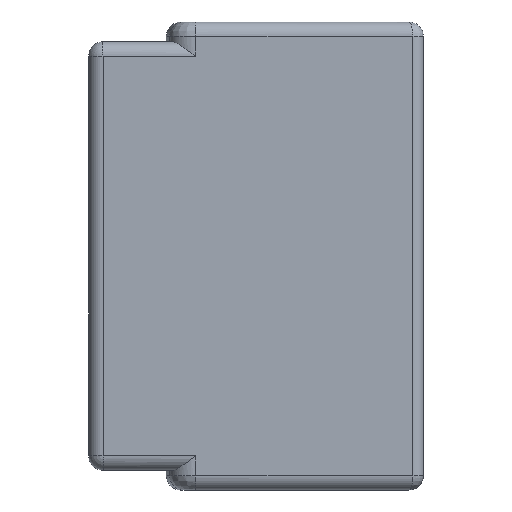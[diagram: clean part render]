
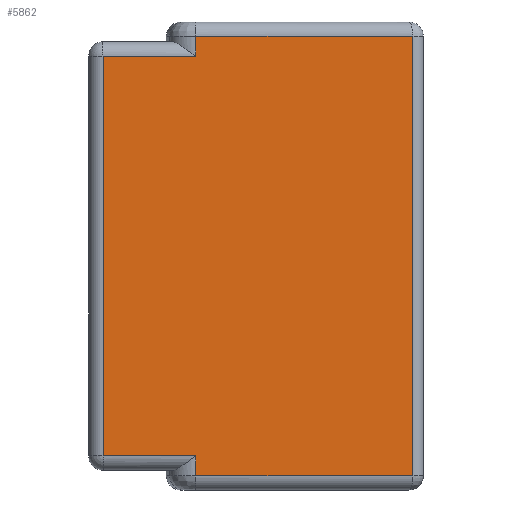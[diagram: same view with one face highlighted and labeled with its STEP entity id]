
A CAD part, front view. The second image highlights one B-rep face of the part: STEP entity #5862.
In plain terms, the highlighted planar face has unit normal (0, -1, 0).
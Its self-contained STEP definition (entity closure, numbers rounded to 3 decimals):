
#108 = VERTEX_POINT ( 'NONE', #5206 ) ;
#403 = ORIENTED_EDGE ( 'NONE', *, *, #5524, .F. ) ;
#520 = CARTESIAN_POINT ( 'NONE',  ( -17.8, 0., 1.9 ) ) ;
#554 = LINE ( 'NONE', #2046, #5972 ) ;
#566 = CARTESIAN_POINT ( 'NONE',  ( -0.6, 0., 0.8 ) ) ;
#576 = EDGE_LOOP ( 'NONE', ( #6017, #2686, #3945, #2027, #403, #5727, #1404, #4974 ) ) ;
#667 = CARTESIAN_POINT ( 'NONE',  ( -12.65, 0., 25.2 ) ) ;
#677 = CARTESIAN_POINT ( 'NONE',  ( -12.65, 0., 0.8 ) ) ;
#845 = LINE ( 'NONE', #5214, #3925 ) ;
#1113 = VERTEX_POINT ( 'NONE', #1910 ) ;
#1217 = PLANE ( 'NONE',  #3927 ) ;
#1404 = ORIENTED_EDGE ( 'NONE', *, *, #6143, .T. ) ;
#1480 = VERTEX_POINT ( 'NONE', #4895 ) ;
#1562 = DIRECTION ( 'NONE',  ( 1., 0., 0. ) ) ;
#1644 = DIRECTION ( 'NONE',  ( 1., 0., 0. ) ) ;
#1645 = EDGE_CURVE ( 'NONE', #3479, #4015, #4627, .T. ) ;
#1789 = EDGE_CURVE ( 'NONE', #4970, #108, #2424, .T. ) ;
#1889 = CARTESIAN_POINT ( 'NONE',  ( -12.65, 0., 1.9 ) ) ;
#1910 = CARTESIAN_POINT ( 'NONE',  ( -0.6, 0., 0.8 ) ) ;
#1928 = CARTESIAN_POINT ( 'NONE',  ( -12.65, 0., 24.1 ) ) ;
#1975 = VECTOR ( 'NONE', #2076, 1000. ) ;
#2018 = DIRECTION ( 'NONE',  ( 0., 0., -1. ) ) ;
#2027 = ORIENTED_EDGE ( 'NONE', *, *, #3027, .T. ) ;
#2046 = CARTESIAN_POINT ( 'NONE',  ( -12.65, 0., 0.8 ) ) ;
#2076 = DIRECTION ( 'NONE',  ( 0., 0., -1. ) ) ;
#2200 = VERTEX_POINT ( 'NONE', #667 ) ;
#2373 = VECTOR ( 'NONE', #2543, 1000. ) ;
#2424 = LINE ( 'NONE', #1928, #2773 ) ;
#2543 = DIRECTION ( 'NONE',  ( 0., 0., -1. ) ) ;
#2563 = VECTOR ( 'NONE', #1562, 1000. ) ;
#2686 = ORIENTED_EDGE ( 'NONE', *, *, #3717, .T. ) ;
#2710 = CARTESIAN_POINT ( 'NONE',  ( -17.8, 0., 0.8 ) ) ;
#2773 = VECTOR ( 'NONE', #4784, 1000. ) ;
#3005 = LINE ( 'NONE', #4976, #3310 ) ;
#3026 = VERTEX_POINT ( 'NONE', #5950 ) ;
#3027 = EDGE_CURVE ( 'NONE', #4015, #1113, #554, .T. ) ;
#3103 = DIRECTION ( 'NONE',  ( 0., -1., 0. ) ) ;
#3310 = VECTOR ( 'NONE', #2018, 1000. ) ;
#3479 = VERTEX_POINT ( 'NONE', #1889 ) ;
#3687 = DIRECTION ( 'NONE',  ( 0., 0., -1. ) ) ;
#3717 = EDGE_CURVE ( 'NONE', #1480, #3479, #4964, .T. ) ;
#3799 = EDGE_CURVE ( 'NONE', #108, #1480, #4022, .T. ) ;
#3925 = VECTOR ( 'NONE', #5247, 1000. ) ;
#3927 = AXIS2_PLACEMENT_3D ( 'NONE', #2710, #3103, #1644 ) ;
#3945 = ORIENTED_EDGE ( 'NONE', *, *, #1645, .T. ) ;
#4015 = VERTEX_POINT ( 'NONE', #4238 ) ;
#4022 = LINE ( 'NONE', #5984, #1975 ) ;
#4024 = DIRECTION ( 'NONE',  ( 1., 0., 0. ) ) ;
#4238 = CARTESIAN_POINT ( 'NONE',  ( -12.65, 0., 0.8 ) ) ;
#4627 = LINE ( 'NONE', #677, #5859 ) ;
#4784 = DIRECTION ( 'NONE',  ( -1., 0., 0. ) ) ;
#4895 = CARTESIAN_POINT ( 'NONE',  ( -17.8, 0., 1.9 ) ) ;
#4964 = LINE ( 'NONE', #520, #2563 ) ;
#4970 = VERTEX_POINT ( 'NONE', #4999 ) ;
#4974 = ORIENTED_EDGE ( 'NONE', *, *, #1789, .T. ) ;
#4976 = CARTESIAN_POINT ( 'NONE',  ( -12.65, 0., 24.1 ) ) ;
#4999 = CARTESIAN_POINT ( 'NONE',  ( -12.65, 0., 24.1 ) ) ;
#5005 = LINE ( 'NONE', #566, #2373 ) ;
#5206 = CARTESIAN_POINT ( 'NONE',  ( -17.8, 0., 24.1 ) ) ;
#5214 = CARTESIAN_POINT ( 'NONE',  ( -0.6, 0., 25.2 ) ) ;
#5247 = DIRECTION ( 'NONE',  ( -1., 0., 0. ) ) ;
#5524 = EDGE_CURVE ( 'NONE', #3026, #1113, #5005, .T. ) ;
#5621 = EDGE_CURVE ( 'NONE', #3026, #2200, #845, .T. ) ;
#5642 = FACE_OUTER_BOUND ( 'NONE', #576, .T. ) ;
#5727 = ORIENTED_EDGE ( 'NONE', *, *, #5621, .T. ) ;
#5859 = VECTOR ( 'NONE', #3687, 1000. ) ;
#5862 = ADVANCED_FACE ( 'NONE', ( #5642 ), #1217, .T. ) ;
#5950 = CARTESIAN_POINT ( 'NONE',  ( -0.6, 0., 25.2 ) ) ;
#5972 = VECTOR ( 'NONE', #4024, 1000. ) ;
#5984 = CARTESIAN_POINT ( 'NONE',  ( -17.8, 0., 24.1 ) ) ;
#6017 = ORIENTED_EDGE ( 'NONE', *, *, #3799, .T. ) ;
#6143 = EDGE_CURVE ( 'NONE', #2200, #4970, #3005, .T. ) ;
